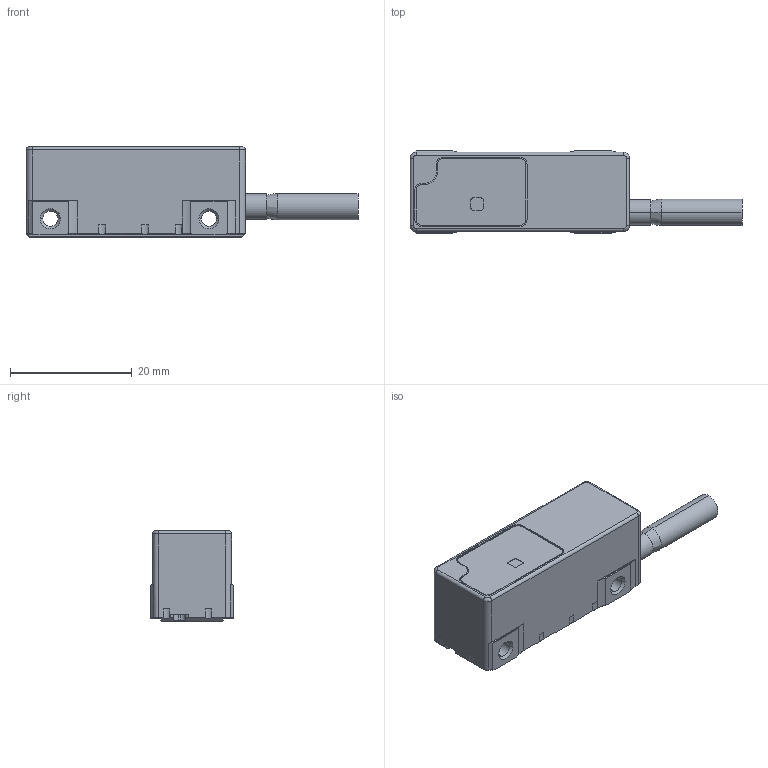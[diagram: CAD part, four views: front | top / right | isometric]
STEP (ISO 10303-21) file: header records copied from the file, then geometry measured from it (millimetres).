
FILE_DESCRIPTION((''),'2;1');
FILE_NAME('1183837-01-Z01','2021-05-05T14:03:10',('AT10150'),(''),'CREO PARAMETRIC BY PTC INC, 2019164','CREO PARAMETRIC BY PTC INC, 2019164','');
FILE_SCHEMA(('AUTOMOTIVE_DESIGN { 1 0 10303 214 1 1 1 1 }'));
Length unit declared in the file: millimetre
Products named in the file (1): 1183837-01-Z01
Bounding box: 54.45 x 13.5 x 14.8 mm (x, y, z)
Volume: 6970.9 mm3; surface area: 2814.9 mm2
Topology: 1 solids, 1 shells, 191 faces, 713 edges, 533 vertices
Faces by surface type: plane 94, cylinder 67, cone 24, bspline 5, torus 1
Entity records: 9521 total; most frequent: CARTESIAN_POINT 1640, DIRECTION 1145, ORIENTED_EDGE 1000, PRESENTATION_STYLE_ASSIGNMENT 714, STYLED_ITEM 714, CURVE_STYLE 713, EDGE_CURVE 500, VECTOR 457
